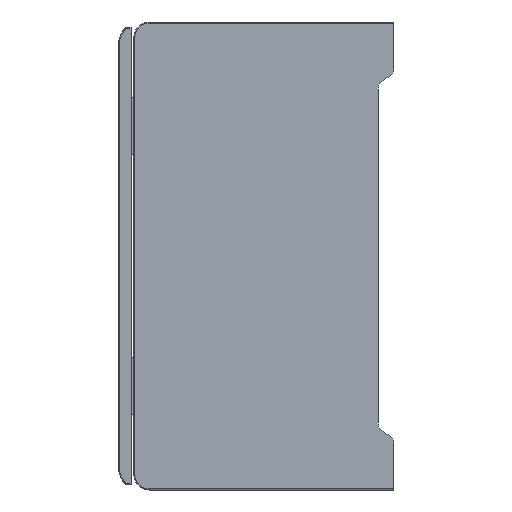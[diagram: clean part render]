
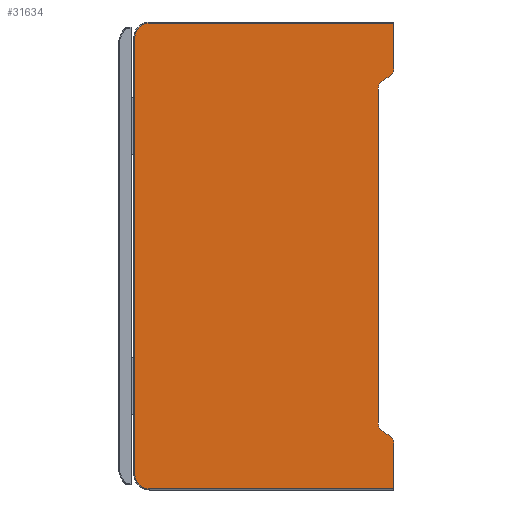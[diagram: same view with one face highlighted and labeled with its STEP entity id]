
A CAD part, left-side view. The second image highlights one B-rep face of the part: STEP entity #31634.
In plain terms, the highlighted planar face has unit normal (-1, 0, 0).
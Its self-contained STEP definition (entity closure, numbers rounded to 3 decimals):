
#17=DIRECTION('',(0.,0.,1.));
#18=VECTOR('',#17,8.8);
#19=CARTESIAN_POINT('',(-82.5,0.,36.));
#20=LINE('',#19,#18);
#158=DIRECTION('',(0.,0.,1.));
#159=VECTOR('',#158,8.8);
#160=CARTESIAN_POINT('',(-82.5,0.,-44.8));
#161=LINE('',#160,#159);
#166=DIRECTION('',(0.,-1.,0.));
#167=VECTOR('',#166,47.);
#168=CARTESIAN_POINT('',(-82.5,47.,-44.8));
#169=LINE('',#168,#167);
#170=CARTESIAN_POINT('',(-82.5,47.,-42.));
#171=DIRECTION('',(-1.,0.,0.));
#172=DIRECTION('',(0.,1.,0.));
#173=AXIS2_PLACEMENT_3D('',#170,#171,#172);
#175=DIRECTION('',(0.,0.,-1.));
#176=VECTOR('',#175,84.);
#177=CARTESIAN_POINT('',(-82.5,49.8,42.));
#178=LINE('',#177,#176);
#179=CARTESIAN_POINT('',(-82.5,47.,42.));
#180=DIRECTION('',(-1.,0.,0.));
#181=DIRECTION('',(0.,0.,1.));
#182=AXIS2_PLACEMENT_3D('',#179,#180,#181);
#184=DIRECTION('',(0.,1.,0.));
#185=VECTOR('',#184,47.);
#186=CARTESIAN_POINT('',(-82.5,0.,44.8));
#187=LINE('',#186,#185);
#188=CARTESIAN_POINT('',(-82.5,1.732,36.));
#189=DIRECTION('',(-1.,0.,0.));
#190=DIRECTION('',(0.,-0.5,-0.866));
#191=AXIS2_PLACEMENT_3D('',#188,#189,#190);
#193=DIRECTION('',(0.,-0.866,0.5));
#194=VECTOR('',#193,1.309);
#195=CARTESIAN_POINT('',(-82.5,2.,33.845));
#196=LINE('',#195,#194);
#197=CARTESIAN_POINT('',(-82.5,1.,32.113));
#198=DIRECTION('',(1.,0.,0.));
#199=DIRECTION('',(0.,1.,0.));
#200=AXIS2_PLACEMENT_3D('',#197,#198,#199);
#202=DIRECTION('',(0.,0.,1.));
#203=VECTOR('',#202,64.226);
#204=CARTESIAN_POINT('',(-82.5,3.,-32.113));
#205=LINE('',#204,#203);
#206=CARTESIAN_POINT('',(-82.5,1.,-32.113));
#207=DIRECTION('',(1.,0.,0.));
#208=DIRECTION('',(0.,0.5,-0.866));
#209=AXIS2_PLACEMENT_3D('',#206,#207,#208);
#211=DIRECTION('',(0.,0.866,0.5));
#212=VECTOR('',#211,1.309);
#213=CARTESIAN_POINT('',(-82.5,0.866,-34.5));
#214=LINE('',#213,#212);
#215=CARTESIAN_POINT('',(-82.5,1.732,-36.));
#216=DIRECTION('',(-1.,0.,0.));
#217=DIRECTION('',(0.,-1.,0.));
#218=AXIS2_PLACEMENT_3D('',#215,#216,#217);
#27256=CARTESIAN_POINT('',(-82.5,0.866,-34.5));
#27257=CARTESIAN_POINT('',(-82.5,2.,-33.845));
#27258=VERTEX_POINT('',#27256);
#27259=VERTEX_POINT('',#27257);
#27260=CARTESIAN_POINT('',(-82.5,3.,-32.113));
#27261=CARTESIAN_POINT('',(-82.5,3.,32.113));
#27262=VERTEX_POINT('',#27260);
#27263=VERTEX_POINT('',#27261);
#27264=CARTESIAN_POINT('',(-82.5,2.,33.845));
#27265=CARTESIAN_POINT('',(-82.5,0.866,34.5));
#27266=VERTEX_POINT('',#27264);
#27267=VERTEX_POINT('',#27265);
#27268=CARTESIAN_POINT('',(-82.5,0.,-36.));
#27269=VERTEX_POINT('',#27268);
#27270=CARTESIAN_POINT('',(-82.5,0.,36.));
#27271=VERTEX_POINT('',#27270);
#27480=CARTESIAN_POINT('',(-82.5,0.,-44.8));
#27482=VERTEX_POINT('',#27480);
#27486=CARTESIAN_POINT('',(-82.5,47.,-44.8));
#27487=VERTEX_POINT('',#27486);
#27488=CARTESIAN_POINT('',(-82.5,49.8,-42.));
#27489=VERTEX_POINT('',#27488);
#27492=CARTESIAN_POINT('',(-82.5,49.8,42.));
#27493=VERTEX_POINT('',#27492);
#27496=CARTESIAN_POINT('',(-82.5,47.,44.8));
#27497=VERTEX_POINT('',#27496);
#27501=CARTESIAN_POINT('',(-82.5,0.,44.8));
#27503=VERTEX_POINT('',#27501);
#31606=CARTESIAN_POINT('',(-82.5,0.,-45.));
#31607=DIRECTION('',(-1.,0.,0.));
#31608=DIRECTION('',(0.,0.,1.));
#31609=AXIS2_PLACEMENT_3D('',#31606,#31607,#31608);
#31610=PLANE('',#31609);
#31612=ORIENTED_EDGE('',*,*,#31611,.F.);
#31614=ORIENTED_EDGE('',*,*,#31613,.F.);
#31616=ORIENTED_EDGE('',*,*,#31615,.F.);
#31618=ORIENTED_EDGE('',*,*,#31617,.F.);
#31620=ORIENTED_EDGE('',*,*,#31619,.F.);
#31621=ORIENTED_EDGE('',*,*,#31413,.F.);
#31622=ORIENTED_EDGE('',*,*,#31433,.F.);
#31623=ORIENTED_EDGE('',*,*,#31448,.F.);
#31624=ORIENTED_EDGE('',*,*,#31463,.F.);
#31625=ORIENTED_EDGE('',*,*,#31481,.F.);
#31627=ORIENTED_EDGE('',*,*,#31626,.F.);
#31629=ORIENTED_EDGE('',*,*,#31628,.F.);
#31630=ORIENTED_EDGE('',*,*,#31598,.F.);
#31631=ORIENTED_EDGE('',*,*,#31587,.F.);
#31632=EDGE_LOOP('',(#31612,#31614,#31616,#31618,#31620,#31621,#31622,#31623,
#31624,#31625,#31627,#31629,#31630,#31631));
#31633=FACE_OUTER_BOUND('',#31632,.F.);
#31634=ADVANCED_FACE('',(#31633),#31610,.T.);
#174=CIRCLE('',#173,2.8);
#183=CIRCLE('',#182,2.8);
#192=CIRCLE('',#191,1.732);
#201=CIRCLE('',#200,2.);
#210=CIRCLE('',#209,2.);
#219=CIRCLE('',#218,1.732);
#31413=EDGE_CURVE('',#27271,#27503,#20,.T.);
#31433=EDGE_CURVE('',#27267,#27271,#192,.T.);
#31448=EDGE_CURVE('',#27266,#27267,#196,.T.);
#31463=EDGE_CURVE('',#27263,#27266,#201,.T.);
#31481=EDGE_CURVE('',#27262,#27263,#205,.T.);
#31587=EDGE_CURVE('',#27482,#27269,#161,.T.);
#31598=EDGE_CURVE('',#27269,#27258,#219,.T.);
#31611=EDGE_CURVE('',#27487,#27482,#169,.T.);
#31613=EDGE_CURVE('',#27489,#27487,#174,.T.);
#31615=EDGE_CURVE('',#27493,#27489,#178,.T.);
#31617=EDGE_CURVE('',#27497,#27493,#183,.T.);
#31619=EDGE_CURVE('',#27503,#27497,#187,.T.);
#31626=EDGE_CURVE('',#27259,#27262,#210,.T.);
#31628=EDGE_CURVE('',#27258,#27259,#214,.T.);
